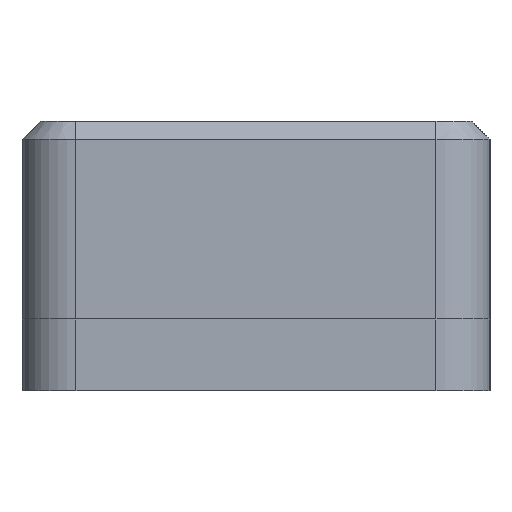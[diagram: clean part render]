
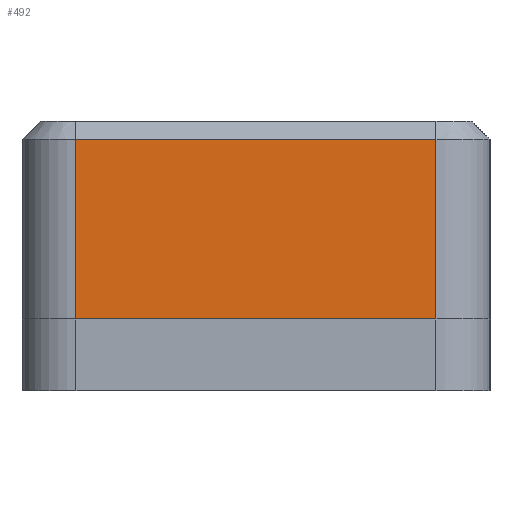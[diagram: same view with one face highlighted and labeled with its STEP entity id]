
A CAD part, left-side view. The second image highlights one B-rep face of the part: STEP entity #492.
In plain terms, the highlighted planar face has unit normal (-1, 0, 0).
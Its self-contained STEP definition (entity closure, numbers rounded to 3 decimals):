
#72=FACE_OUTER_BOUND('',#100,.T.);
#100=EDGE_LOOP('',(#391,#392,#393,#394));
#124=LINE('',#744,#170);
#144=LINE('',#801,#190);
#146=LINE('',#808,#192);
#147=LINE('',#810,#193);
#170=VECTOR('',#590,10.);
#190=VECTOR('',#648,10.);
#192=VECTOR('',#656,10.);
#193=VECTOR('',#659,10.);
#214=VERTEX_POINT('',#736);
#216=VERTEX_POINT('',#742);
#234=VERTEX_POINT('',#800);
#236=VERTEX_POINT('',#806);
#262=EDGE_CURVE('',#216,#214,#124,.T.);
#290=EDGE_CURVE('',#234,#214,#144,.T.);
#294=EDGE_CURVE('',#236,#216,#146,.T.);
#295=EDGE_CURVE('',#236,#234,#147,.T.);
#391=ORIENTED_EDGE('',*,*,#262,.F.);
#392=ORIENTED_EDGE('',*,*,#294,.F.);
#393=ORIENTED_EDGE('',*,*,#295,.T.);
#394=ORIENTED_EDGE('',*,*,#290,.T.);
#470=PLANE('',#546);
#492=ADVANCED_FACE('',(#72),#470,.T.);
#546=AXIS2_PLACEMENT_3D('',#809,#657,#658);
#590=DIRECTION('',(0.,-1.,0.));
#648=DIRECTION('',(0.,0.,1.));
#656=DIRECTION('',(0.,0.,1.));
#657=DIRECTION('center_axis',(-1.,0.,0.));
#658=DIRECTION('ref_axis',(0.,-1.,0.));
#659=DIRECTION('',(0.,-1.,0.));
#736=CARTESIAN_POINT('',(19.58,-89.159,34.8));
#742=CARTESIAN_POINT('',(19.58,-79.159,34.8));
#744=CARTESIAN_POINT('',(19.58,-37.084,34.8));
#800=CARTESIAN_POINT('',(19.58,-89.159,29.8));
#801=CARTESIAN_POINT('',(19.58,-89.159,27.8));
#806=CARTESIAN_POINT('',(19.58,-79.159,29.8));
#808=CARTESIAN_POINT('',(19.58,-79.159,27.8));
#809=CARTESIAN_POINT('Origin',(19.58,-79.159,27.8));
#810=CARTESIAN_POINT('',(19.58,-84.909,29.8));
